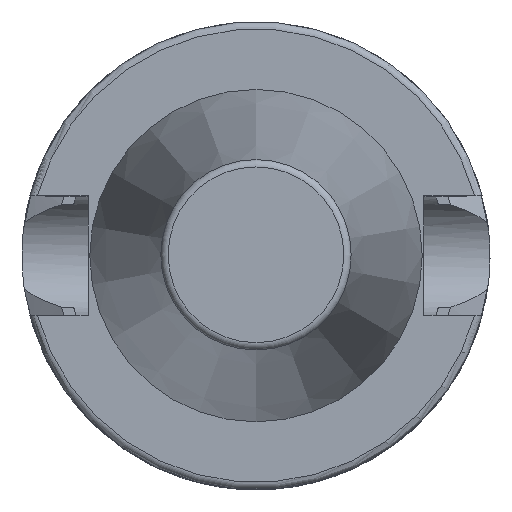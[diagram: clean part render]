
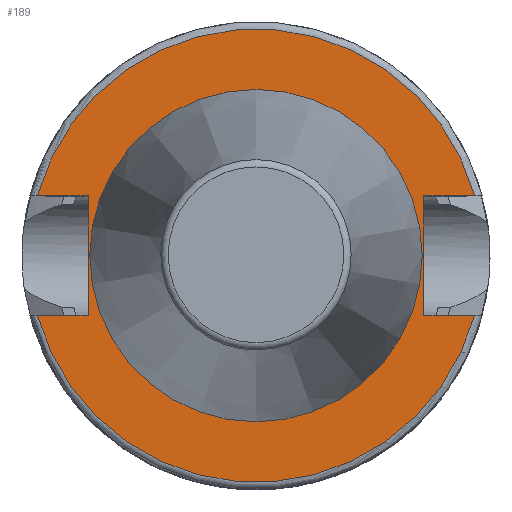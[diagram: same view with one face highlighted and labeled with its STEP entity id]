
A CAD part, top view. The second image highlights one B-rep face of the part: STEP entity #189.
In plain terms, the highlighted planar face has unit normal (0, 0, 1).
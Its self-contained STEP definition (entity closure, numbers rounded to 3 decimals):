
#67=FACE_BOUND('',#295,.T.);
#68=FACE_BOUND('',#296,.T.);
#189=ADVANCED_FACE('',(#67,#68),#228,.T.);
#228=PLANE('',#917);
#295=EDGE_LOOP('',(#474,#475,#476,#477,#478,#479,#480,#481));
#296=EDGE_LOOP('',(#482));
#355=LINE('',#1339,#385);
#358=LINE('',#1389,#388);
#359=LINE('',#1392,#389);
#360=LINE('',#1393,#390);
#361=LINE('',#1395,#391);
#362=LINE('',#1397,#392);
#385=VECTOR('',#1021,1.);
#388=VECTOR('',#1084,1.);
#389=VECTOR('',#1085,1.);
#390=VECTOR('',#1086,1.);
#391=VECTOR('',#1087,1.);
#392=VECTOR('',#1088,1.);
#474=ORIENTED_EDGE('',*,*,#732,.T.);
#475=ORIENTED_EDGE('',*,*,#733,.T.);
#476=ORIENTED_EDGE('',*,*,#714,.T.);
#477=ORIENTED_EDGE('',*,*,#712,.F.);
#478=ORIENTED_EDGE('',*,*,#734,.T.);
#479=ORIENTED_EDGE('',*,*,#735,.T.);
#480=ORIENTED_EDGE('',*,*,#736,.T.);
#481=ORIENTED_EDGE('',*,*,#737,.F.);
#482=ORIENTED_EDGE('',*,*,#729,.F.);
#627=VERTEX_POINT('',#1316);
#628=VERTEX_POINT('',#1318);
#629=VERTEX_POINT('',#1340);
#643=VERTEX_POINT('',#1381);
#646=VERTEX_POINT('',#1390);
#647=VERTEX_POINT('',#1391);
#648=VERTEX_POINT('',#1394);
#649=VERTEX_POINT('',#1396);
#650=VERTEX_POINT('',#1398);
#712=EDGE_CURVE('',#627,#628,#796,.T.);
#714=EDGE_CURVE('',#629,#628,#355,.T.);
#729=EDGE_CURVE('',#643,#643,#809,.T.);
#732=EDGE_CURVE('',#646,#647,#358,.T.);
#733=EDGE_CURVE('',#647,#629,#359,.T.);
#734=EDGE_CURVE('',#627,#648,#360,.T.);
#735=EDGE_CURVE('',#648,#649,#361,.T.);
#736=EDGE_CURVE('',#649,#650,#362,.T.);
#737=EDGE_CURVE('',#646,#650,#812,.T.);
#796=CIRCLE('',#884,30.5);
#809=CIRCLE('',#910,22.371);
#812=CIRCLE('',#916,30.5);
#884=AXIS2_PLACEMENT_3D('',#1317,#1017,#1018);
#910=AXIS2_PLACEMENT_3D('',#1380,#1072,#1073);
#916=AXIS2_PLACEMENT_3D('',#1399,#1089,#1090);
#917=AXIS2_PLACEMENT_3D('',#1400,#1091,#1092);
#1017=DIRECTION('',(0.,0.,-1.));
#1018=DIRECTION('',(0.,-1.,0.));
#1021=DIRECTION('',(1.,0.,0.));
#1072=DIRECTION('',(0.,0.,1.));
#1073=DIRECTION('',(1.,0.,0.));
#1084=DIRECTION('',(-1.,0.,0.));
#1085=DIRECTION('',(0.,1.,0.));
#1086=DIRECTION('',(1.,0.,0.));
#1087=DIRECTION('',(0.,-1.,0.));
#1088=DIRECTION('',(-1.,0.,0.));
#1089=DIRECTION('',(0.,0.,-1.));
#1090=DIRECTION('',(0.,-1.,0.));
#1091=DIRECTION('',(0.,0.,1.));
#1092=DIRECTION('',(0.,1.,0.));
#1316=CARTESIAN_POINT('',(-29.418,8.05,-1.));
#1317=CARTESIAN_POINT('',(0.,0.,-1.));
#1318=CARTESIAN_POINT('',(29.418,8.05,-1.));
#1339=CARTESIAN_POINT('',(-3.95,8.05,-1.));
#1340=CARTESIAN_POINT('',(22.6,8.05,-1.));
#1380=CARTESIAN_POINT('',(0.,0.,-1.));
#1381=CARTESIAN_POINT('',(22.371,0.,-1.));
#1389=CARTESIAN_POINT('',(-3.95,-8.05,-1.));
#1390=CARTESIAN_POINT('',(29.418,-8.05,-1.));
#1391=CARTESIAN_POINT('',(22.6,-8.05,-1.));
#1392=CARTESIAN_POINT('',(22.6,0.,-1.));
#1393=CARTESIAN_POINT('',(-26.55,8.05,-1.));
#1394=CARTESIAN_POINT('',(-22.6,8.05,-1.));
#1395=CARTESIAN_POINT('',(-22.6,0.,-1.));
#1396=CARTESIAN_POINT('',(-22.6,-8.05,-1.));
#1397=CARTESIAN_POINT('',(-26.55,-8.05,-1.));
#1398=CARTESIAN_POINT('',(-29.418,-8.05,-1.));
#1399=CARTESIAN_POINT('',(0.,0.,-1.));
#1400=CARTESIAN_POINT('',(-30.5,0.,-1.));
